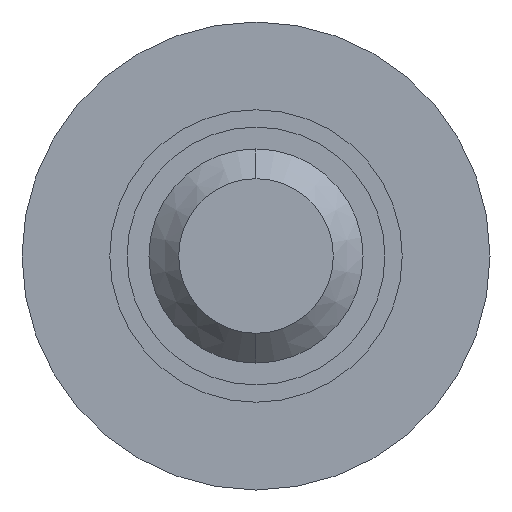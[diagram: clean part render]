
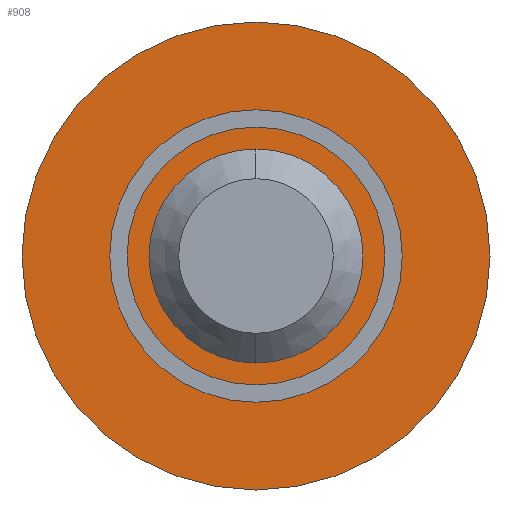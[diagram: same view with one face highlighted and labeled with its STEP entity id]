
A CAD part, left-side view. The second image highlights one B-rep face of the part: STEP entity #908.
In plain terms, the highlighted planar face has unit normal (-1, 0, 0).
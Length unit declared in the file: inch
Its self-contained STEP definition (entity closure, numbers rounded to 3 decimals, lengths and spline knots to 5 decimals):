
#413 = EDGE_CURVE ( 'NONE', #423, #419, #1244, .T. ) ;
#419 = VERTEX_POINT ( 'NONE', #2005 ) ;
#423 = VERTEX_POINT ( 'NONE', #1989 ) ;
#474 = VERTEX_POINT ( 'NONE', #2146 ) ;
#528 = VERTEX_POINT ( 'NONE', #2355 ) ;
#535 = EDGE_CURVE ( 'NONE', #474, #528, #2343, .T. ) ;
#908 = ADVANCED_FACE ( 'NONE', ( #3088, #3097 ), #3076, .T. ) ;
#909 = ORIENTED_EDGE ( 'NONE', *, *, #535, .T. ) ;
#911 = EDGE_CURVE ( 'NONE', #419, #423, #3077, .T. ) ;
#912 = EDGE_LOOP ( 'NONE', ( #914, #913 ) ) ;
#913 = ORIENTED_EDGE ( 'NONE', *, *, #413, .F. ) ;
#914 = ORIENTED_EDGE ( 'NONE', *, *, #911, .F. ) ;
#1039 = EDGE_LOOP ( 'NONE', ( #1079, #909 ) ) ;
#1078 = EDGE_CURVE ( 'NONE', #528, #474, #3400, .T. ) ;
#1079 = ORIENTED_EDGE ( 'NONE', *, *, #1078, .T. ) ;
#1244 = CIRCLE ( 'NONE', #1388, 0.108 ) ;
#1356 = DIRECTION ( 'NONE',  ( 0., 0., 1. ) ) ;
#1388 = AXIS2_PLACEMENT_3D ( 'NONE', #1391, #1446, #1356 ) ;
#1391 = CARTESIAN_POINT ( 'NONE',  ( -0.334, 0., 0. ) ) ;
#1446 = DIRECTION ( 'NONE',  ( -1., 0., 0. ) ) ;
#1989 = CARTESIAN_POINT ( 'NONE',  ( -0.334, 0., 0.108 ) ) ;
#2005 = CARTESIAN_POINT ( 'NONE',  ( -0.334, 0., -0.108 ) ) ;
#2146 = CARTESIAN_POINT ( 'NONE',  ( -0.334, 0., 0.236 ) ) ;
#2330 = DIRECTION ( 'NONE',  ( 0., 0., 1. ) ) ;
#2331 = DIRECTION ( 'NONE',  ( -1., 0., 0. ) ) ;
#2343 = CIRCLE ( 'NONE', #2352, 0.236 ) ;
#2349 = CARTESIAN_POINT ( 'NONE',  ( -0.334, 0., 0. ) ) ;
#2352 = AXIS2_PLACEMENT_3D ( 'NONE', #2349, #2331, #2330 ) ;
#2355 = CARTESIAN_POINT ( 'NONE',  ( -0.334, 0., -0.236 ) ) ;
#2931 = DIRECTION ( 'NONE',  ( 0., 0., 1. ) ) ;
#2932 = DIRECTION ( 'NONE',  ( -1., 0., 0. ) ) ;
#2933 = AXIS2_PLACEMENT_3D ( 'NONE', #2943, #2932, #2931 ) ;
#2943 = CARTESIAN_POINT ( 'NONE',  ( -0.334, 0., 0. ) ) ;
#3013 = AXIS2_PLACEMENT_3D ( 'NONE', #3080, #3086, #3091 ) ;
#3076 = PLANE ( 'NONE',  #3013 ) ;
#3077 = CIRCLE ( 'NONE', #2933, 0.108 ) ;
#3080 = CARTESIAN_POINT ( 'NONE',  ( -0.334, 0., 0. ) ) ;
#3086 = DIRECTION ( 'NONE',  ( -1., 0., 0. ) ) ;
#3088 = FACE_OUTER_BOUND ( 'NONE', #1039, .T. ) ;
#3091 = DIRECTION ( 'NONE',  ( 0., 0., 1. ) ) ;
#3097 = FACE_BOUND ( 'NONE', #912, .T. ) ;
#3394 = DIRECTION ( 'NONE',  ( 0., 0., 1. ) ) ;
#3397 = AXIS2_PLACEMENT_3D ( 'NONE', #3444, #3401, #3394 ) ;
#3400 = CIRCLE ( 'NONE', #3397, 0.236 ) ;
#3401 = DIRECTION ( 'NONE',  ( -1., 0., 0. ) ) ;
#3444 = CARTESIAN_POINT ( 'NONE',  ( -0.334, 0., 0. ) ) ;
